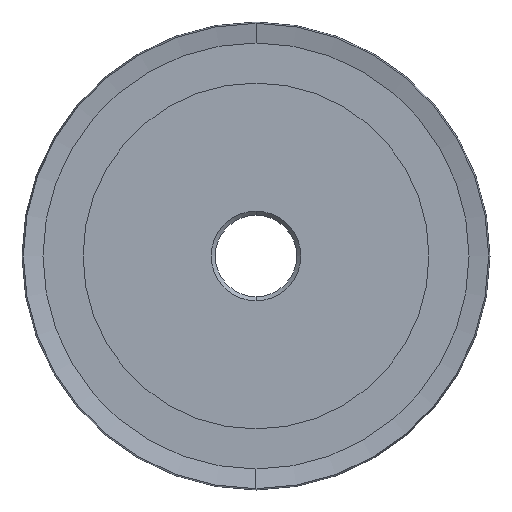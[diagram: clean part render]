
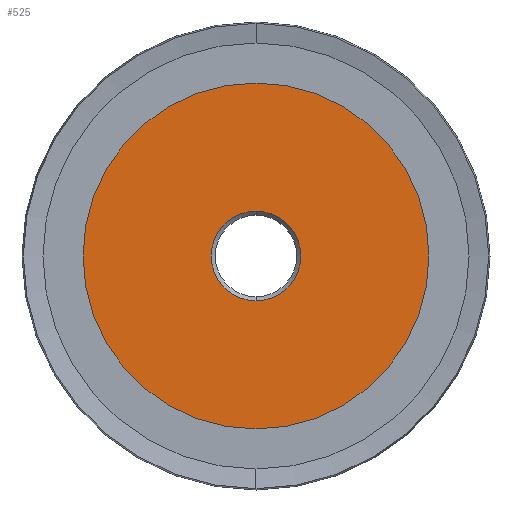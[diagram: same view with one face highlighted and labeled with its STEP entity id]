
A CAD part, left-side view. The second image highlights one B-rep face of the part: STEP entity #525.
In plain terms, the highlighted planar face has unit normal (-1, 0, 0).
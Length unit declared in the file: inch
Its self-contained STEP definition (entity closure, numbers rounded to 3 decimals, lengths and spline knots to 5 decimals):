
#56 = CIRCLE ( 'NONE', #5444, 1.0625 ) ;
#68 = ORIENTED_EDGE ( 'NONE', *, *, #2584, .T. ) ;
#149 = EDGE_LOOP ( 'NONE', ( #5038, #2016 ) ) ;
#282 = CARTESIAN_POINT ( 'NONE',  ( 0., 0., -0.275 ) ) ;
#525 = ADVANCED_FACE ( 'NONE', ( #4422, #1025 ), #5375, .T. ) ;
#638 = CARTESIAN_POINT ( 'NONE',  ( 0., 0., 0. ) ) ;
#664 = CARTESIAN_POINT ( 'NONE',  ( 0., 0., 0. ) ) ;
#785 = EDGE_LOOP ( 'NONE', ( #68, #3044 ) ) ;
#788 = DIRECTION ( 'NONE',  ( 1., 0., 0. ) ) ;
#802 = CARTESIAN_POINT ( 'NONE',  ( 0., 0., -1.0625 ) ) ;
#841 = CARTESIAN_POINT ( 'NONE',  ( 0., 0., 0.275 ) ) ;
#1025 = FACE_OUTER_BOUND ( 'NONE', #785, .T. ) ;
#1097 = DIRECTION ( 'NONE',  ( -1., 0., 0. ) ) ;
#1112 = DIRECTION ( 'NONE',  ( 0., 0., 1. ) ) ;
#1319 = AXIS2_PLACEMENT_3D ( 'NONE', #664, #3658, #1112 ) ;
#1497 = DIRECTION ( 'NONE',  ( 0., 0., 1. ) ) ;
#1648 = AXIS2_PLACEMENT_3D ( 'NONE', #3363, #788, #3764 ) ;
#1714 = VERTEX_POINT ( 'NONE', #802 ) ;
#2016 = ORIENTED_EDGE ( 'NONE', *, *, #2687, .T. ) ;
#2029 = DIRECTION ( 'NONE',  ( -1., 0., 0. ) ) ;
#2127 = EDGE_CURVE ( 'NONE', #4658, #4163, #4982, .T. ) ;
#2248 = AXIS2_PLACEMENT_3D ( 'NONE', #638, #3637, #1497 ) ;
#2584 = EDGE_CURVE ( 'NONE', #1714, #2657, #2622, .T. ) ;
#2622 = CIRCLE ( 'NONE', #5489, 1.0625 ) ;
#2657 = VERTEX_POINT ( 'NONE', #3735 ) ;
#2687 = EDGE_CURVE ( 'NONE', #4163, #4658, #5485, .T. ) ;
#3044 = ORIENTED_EDGE ( 'NONE', *, *, #4962, .T. ) ;
#3363 = CARTESIAN_POINT ( 'NONE',  ( 0., 0., 0. ) ) ;
#3637 = DIRECTION ( 'NONE',  ( -1., 0., 0. ) ) ;
#3643 = CARTESIAN_POINT ( 'NONE',  ( 0., 0., 0. ) ) ;
#3658 = DIRECTION ( 'NONE',  ( 1., 0., 0. ) ) ;
#3735 = CARTESIAN_POINT ( 'NONE',  ( 0., 0., 1.0625 ) ) ;
#3764 = DIRECTION ( 'NONE',  ( 0., 0., 1. ) ) ;
#4066 = DIRECTION ( 'NONE',  ( 0., 0., 1. ) ) ;
#4163 = VERTEX_POINT ( 'NONE', #282 ) ;
#4422 = FACE_BOUND ( 'NONE', #149, .T. ) ;
#4564 = CARTESIAN_POINT ( 'NONE',  ( 0., 0., 0. ) ) ;
#4658 = VERTEX_POINT ( 'NONE', #841 ) ;
#4962 = EDGE_CURVE ( 'NONE', #2657, #1714, #56, .T. ) ;
#4974 = DIRECTION ( 'NONE',  ( 0., 0., 1. ) ) ;
#4982 = CIRCLE ( 'NONE', #1319, 0.275 ) ;
#5038 = ORIENTED_EDGE ( 'NONE', *, *, #2127, .T. ) ;
#5375 = PLANE ( 'NONE',  #2248 ) ;
#5444 = AXIS2_PLACEMENT_3D ( 'NONE', #3643, #1097, #4066 ) ;
#5485 = CIRCLE ( 'NONE', #1648, 0.275 ) ;
#5489 = AXIS2_PLACEMENT_3D ( 'NONE', #4564, #2029, #4974 ) ;
